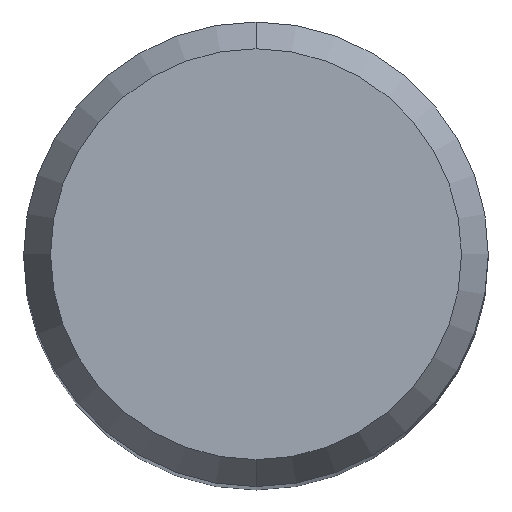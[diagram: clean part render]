
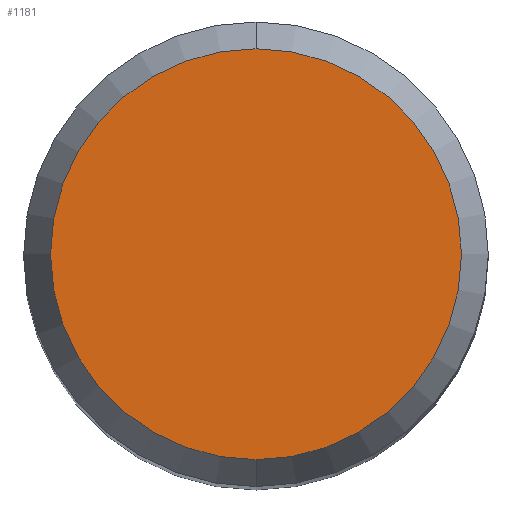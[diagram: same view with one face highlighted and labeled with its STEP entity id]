
A CAD part, top view. The second image highlights one B-rep face of the part: STEP entity #1181.
In plain terms, the highlighted planar face has unit normal (0, 0, 1).
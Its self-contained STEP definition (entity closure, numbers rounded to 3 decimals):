
#659=EDGE_CURVE('',#737,#1561,#1781,.T.);
#737=VERTEX_POINT('',#1867);
#1181=ADVANCED_FACE('',(#2353),#2354,.T.);
#1375=EDGE_CURVE('',#1561,#737,#2567,.T.);
#1561=VERTEX_POINT('',#2768);
#1781=CIRCLE('',#3081,4.423);
#1867=CARTESIAN_POINT('',(0.0,4.423,0.0));
#2353=FACE_OUTER_BOUND('',#7527,.T.);
#2354=PLANE('',#7528);
#2567=CIRCLE('',#9308,4.423);
#2768=CARTESIAN_POINT('',(0.,-4.423,0.0));
#3081=AXIS2_PLACEMENT_3D('',#11731,#11732,#11733);
#7527=EDGE_LOOP('',(#12365,#12366));
#7528=AXIS2_PLACEMENT_3D('',#12367,#12368,#12369);
#9308=AXIS2_PLACEMENT_3D('',#12578,#12579,#12580);
#11731=CARTESIAN_POINT('',(0.0,0.0,0.0));
#11732=DIRECTION('',(0.0,0.0,-1.0));
#11733=DIRECTION('',(0.0,1.0,0.0));
#12365=ORIENTED_EDGE('',*,*,#659,.F.);
#12366=ORIENTED_EDGE('',*,*,#1375,.F.);
#12367=CARTESIAN_POINT('',(0.0,2.211,0.0));
#12368=DIRECTION('',(-0.0,0.0,1.0));
#12369=DIRECTION('',(0.0,-1.0,0.0));
#12578=CARTESIAN_POINT('',(0.0,0.0,0.0));
#12579=DIRECTION('',(0.0,0.0,-1.0));
#12580=DIRECTION('',(0.0,1.0,0.0));
